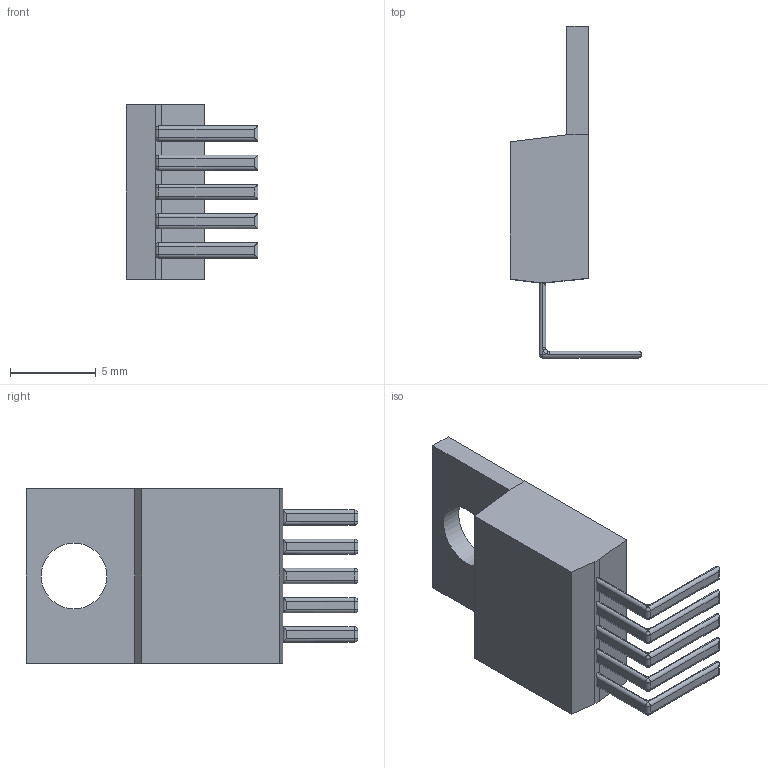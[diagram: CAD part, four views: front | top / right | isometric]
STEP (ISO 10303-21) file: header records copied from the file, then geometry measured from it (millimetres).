
FILE_DESCRIPTION(('STEP AP214'), '1');
FILE_NAME('櫻蠉錪', '2016-03-06T11:56:04', ('Anton S.'), (''), 'ASCON STEP Converter 1.3', 'ASCON Math Kernel', '');
FILE_SCHEMA(('AUTOMOTIVE_DESIGN { 1 0 10303 214 3 1 1}'));
Length unit declared in the file: millimetre
Bounding box: 7.71 x 19.36 x 10.16 mm (x, y, z)
Volume: 471.2 mm3; surface area: 610.3 mm2
Topology: 7 solids, 7 shells, 156 faces, 346 edges, 194 vertices
Faces by surface type: cylinder 71, plane 45, bspline 20, sphere 10, torus 10
Full cylindrical faces by diameter (mm): 3.835 x1
Entity records: 5789 total; most frequent: CARTESIAN_POINT 1276, ORIENTED_EDGE 670, DIRECTION 641, EDGE_CURVE 335, AXIS2_PLACEMENT_3D 229, VERTEX_POINT 194, LINE 183, VECTOR 183
